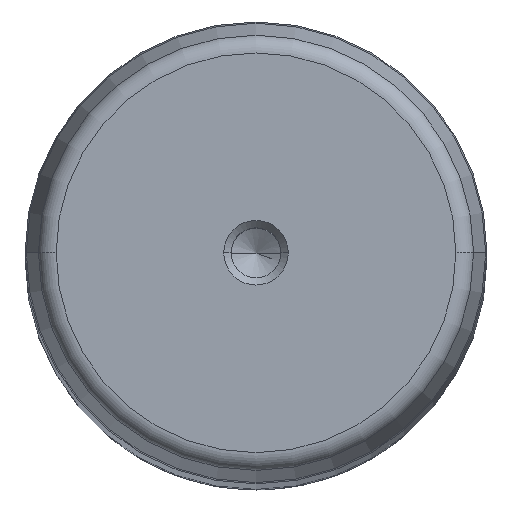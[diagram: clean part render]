
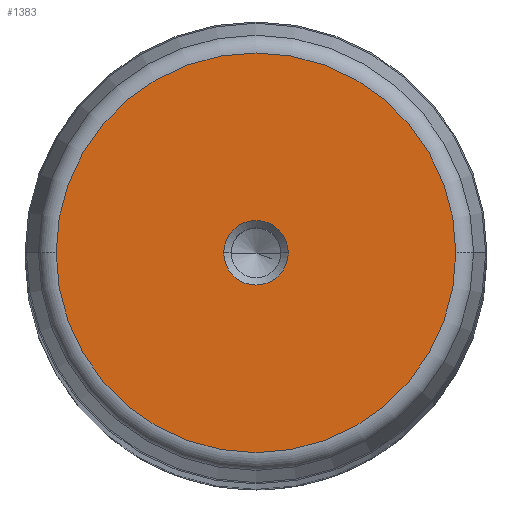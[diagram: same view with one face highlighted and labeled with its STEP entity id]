
A CAD part, top view. The second image highlights one B-rep face of the part: STEP entity #1383.
In plain terms, the highlighted planar face has unit normal (0, 0, 1).
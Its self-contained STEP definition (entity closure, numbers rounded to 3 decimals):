
#119 = CARTESIAN_POINT ( 'NONE',  ( 4.4, 0., 500. ) ) ;
#126 = ORIENTED_EDGE ( 'NONE', *, *, #3087, .T. ) ;
#394 = DIRECTION ( 'NONE',  ( 0., 0., 1. ) ) ;
#403 = VERTEX_POINT ( 'NONE', #1197 ) ;
#596 = DIRECTION ( 'NONE',  ( 1., 0., 0. ) ) ;
#658 = FACE_OUTER_BOUND ( 'NONE', #2545, .T. ) ;
#683 = CARTESIAN_POINT ( 'NONE',  ( 0., 0., 500. ) ) ;
#832 = ORIENTED_EDGE ( 'NONE', *, *, #1268, .F. ) ;
#860 = EDGE_CURVE ( 'NONE', #1942, #3026, #2564, .T. ) ;
#916 = AXIS2_PLACEMENT_3D ( 'NONE', #683, #2367, #2842 ) ;
#949 = CARTESIAN_POINT ( 'NONE',  ( -27.263, 0., 500. ) ) ;
#1197 = CARTESIAN_POINT ( 'NONE',  ( -4.4, 0., 500. ) ) ;
#1268 = EDGE_CURVE ( 'NONE', #3026, #1942, #3111, .T. ) ;
#1361 = CARTESIAN_POINT ( 'NONE',  ( 0., 0., 500. ) ) ;
#1383 = ADVANCED_FACE ( 'NONE', ( #3080, #658 ), #2315, .T. ) ;
#1450 = AXIS2_PLACEMENT_3D ( 'NONE', #1361, #1847, #2078 ) ;
#1514 = AXIS2_PLACEMENT_3D ( 'NONE', #2806, #394, #2550 ) ;
#1579 = VERTEX_POINT ( 'NONE', #119 ) ;
#1597 = CIRCLE ( 'NONE', #3061, 4.4 ) ;
#1625 = DIRECTION ( 'NONE',  ( 1., 0., 0. ) ) ;
#1639 = CARTESIAN_POINT ( 'NONE',  ( 0., 0., 500. ) ) ;
#1688 = ORIENTED_EDGE ( 'NONE', *, *, #860, .F. ) ;
#1847 = DIRECTION ( 'NONE',  ( 0., 0., -1. ) ) ;
#1942 = VERTEX_POINT ( 'NONE', #949 ) ;
#2022 = CARTESIAN_POINT ( 'NONE',  ( 0., 0., 500. ) ) ;
#2078 = DIRECTION ( 'NONE',  ( -1., 0., 0. ) ) ;
#2242 = EDGE_LOOP ( 'NONE', ( #2551, #126 ) ) ;
#2315 = PLANE ( 'NONE',  #1514 ) ;
#2367 = DIRECTION ( 'NONE',  ( 0., 0., -1. ) ) ;
#2545 = EDGE_LOOP ( 'NONE', ( #1688, #832 ) ) ;
#2550 = DIRECTION ( 'NONE',  ( 1., 0., 0. ) ) ;
#2551 = ORIENTED_EDGE ( 'NONE', *, *, #2694, .T. ) ;
#2564 = CIRCLE ( 'NONE', #916, 27.263 ) ;
#2589 = CARTESIAN_POINT ( 'NONE',  ( 27.263, 0., 500. ) ) ;
#2694 = EDGE_CURVE ( 'NONE', #1579, #403, #1597, .T. ) ;
#2759 = DIRECTION ( 'NONE',  ( 0., 0., -1. ) ) ;
#2806 = CARTESIAN_POINT ( 'NONE',  ( 0., 0., 500. ) ) ;
#2829 = DIRECTION ( 'NONE',  ( 0., 0., -1. ) ) ;
#2842 = DIRECTION ( 'NONE',  ( -1., 0., 0. ) ) ;
#3021 = AXIS2_PLACEMENT_3D ( 'NONE', #1639, #2829, #1625 ) ;
#3026 = VERTEX_POINT ( 'NONE', #2589 ) ;
#3061 = AXIS2_PLACEMENT_3D ( 'NONE', #2022, #2759, #596 ) ;
#3075 = CIRCLE ( 'NONE', #3021, 4.4 ) ;
#3080 = FACE_BOUND ( 'NONE', #2242, .T. ) ;
#3087 = EDGE_CURVE ( 'NONE', #403, #1579, #3075, .T. ) ;
#3111 = CIRCLE ( 'NONE', #1450, 27.263 ) ;
